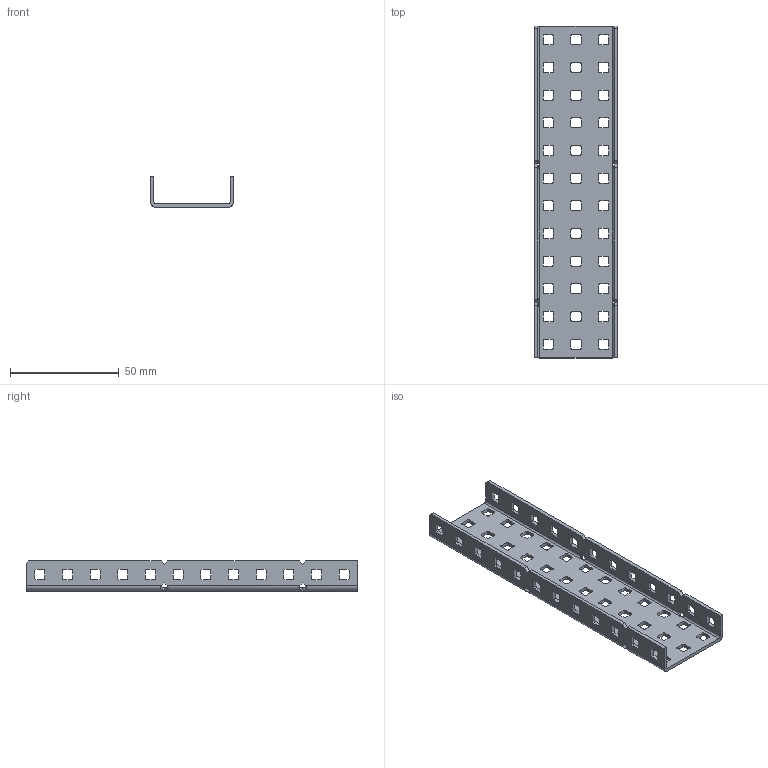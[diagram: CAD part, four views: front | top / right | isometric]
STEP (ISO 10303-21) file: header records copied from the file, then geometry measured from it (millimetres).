
FILE_DESCRIPTION(/* description */ ('STEP AP214'),/* implementation_level */ '2;1');
FILE_NAME(/* name */ 'Aluminum C-Channel 1x3x1x12.ipt.step',/* time_stamp */ '2020-04-16T22:59:47-04:00',/* author */ ('svradm'),/* organization */ (''),/* preprocessor_version */ 'ST-DEVELOPER v17',/* originating_system */ 'Autodesk Inventor 2019',/* authorisation */ '');
FILE_SCHEMA (('AUTOMOTIVE_DESIGN { 1 0 10303 214 3 1 1 }'));
Length unit declared in the file: inch
Products named in the file (1): Aluminum C-Channel 1x3x1x12
Bounding box: 38.1 x 152.4 x 13.87 mm (x, y, z)
Volume: 12841.3 mm3; surface area: 18501.7 mm2
Topology: 1 solids, 1 shells, 552 faces, 1734 edges, 1200 vertices
Faces by surface type: plane 284, cylinder 252, bspline 16
Entity records: 19714 total; most frequent: CARTESIAN_POINT 3839, DIRECTION 3324, ORIENTED_EDGE 3300, EDGE_CURVE 1650, LINE 1130, VECTOR 1130, AXIS2_PLACEMENT_3D 1097, VERTEX_POINT 1092
